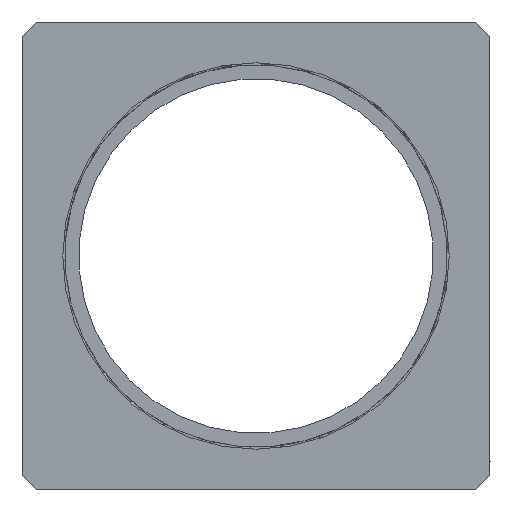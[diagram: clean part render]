
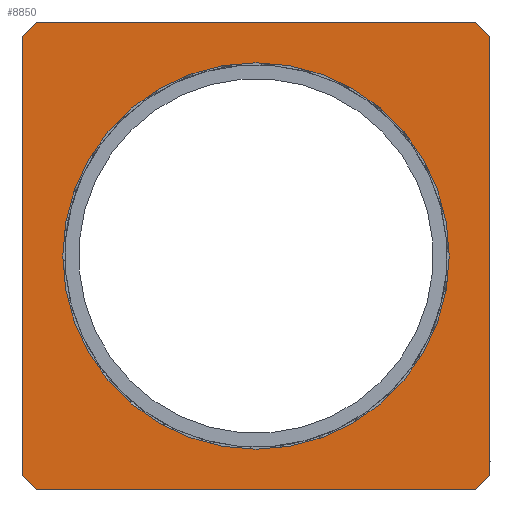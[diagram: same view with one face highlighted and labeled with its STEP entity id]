
A CAD part, front view. The second image highlights one B-rep face of the part: STEP entity #8850.
In plain terms, the highlighted planar face has unit normal (0, -1, 0).
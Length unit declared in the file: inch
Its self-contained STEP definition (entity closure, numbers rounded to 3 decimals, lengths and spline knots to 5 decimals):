
#729 = LINE ( 'NONE', #13779, #3459 ) ;
#1276 = VECTOR ( 'NONE', #3270, 39.37008 ) ;
#1300 = VERTEX_POINT ( 'NONE', #11423 ) ;
#1406 = CARTESIAN_POINT ( 'NONE',  ( 0.66, 0., 0.66 ) ) ;
#1526 = EDGE_CURVE ( 'NONE', #11996, #8242, #12517, .T. ) ;
#1760 = VERTEX_POINT ( 'NONE', #9011 ) ;
#1800 = DIRECTION ( 'NONE',  ( 0.707, 0., -0.707 ) ) ;
#2246 = VERTEX_POINT ( 'NONE', #3145 ) ;
#2323 = VECTOR ( 'NONE', #8744, 39.37008 ) ;
#2502 = DIRECTION ( 'NONE',  ( 0., -1., 0. ) ) ;
#2571 = DIRECTION ( 'NONE',  ( 0., 0., 1. ) ) ;
#2605 = CARTESIAN_POINT ( 'NONE',  ( -0.66, 0., 0.62 ) ) ;
#2683 = ORIENTED_EDGE ( 'NONE', *, *, #8452, .T. ) ;
#2745 = LINE ( 'NONE', #11070, #9247 ) ;
#2936 = CIRCLE ( 'NONE', #6053, 0.545 ) ;
#2997 = LINE ( 'NONE', #12960, #2323 ) ;
#3043 = EDGE_CURVE ( 'NONE', #6630, #2246, #2745, .T. ) ;
#3145 = CARTESIAN_POINT ( 'NONE',  ( -0.62, 0., -0.66 ) ) ;
#3177 = DIRECTION ( 'NONE',  ( -0.707, 0., -0.707 ) ) ;
#3270 = DIRECTION ( 'NONE',  ( 0., 0., 1. ) ) ;
#3459 = VECTOR ( 'NONE', #7282, 39.37008 ) ;
#3503 = ORIENTED_EDGE ( 'NONE', *, *, #9133, .T. ) ;
#3505 = ORIENTED_EDGE ( 'NONE', *, *, #10223, .T. ) ;
#3560 = LINE ( 'NONE', #12751, #11927 ) ;
#3618 = FACE_OUTER_BOUND ( 'NONE', #8152, .T. ) ;
#3680 = PLANE ( 'NONE',  #10974 ) ;
#3817 = VERTEX_POINT ( 'NONE', #7133 ) ;
#4938 = AXIS2_PLACEMENT_3D ( 'NONE', #6777, #7871, #2571 ) ;
#5441 = EDGE_CURVE ( 'NONE', #6667, #1300, #9906, .T. ) ;
#5587 = CARTESIAN_POINT ( 'NONE',  ( -0.66, 0., -0.62 ) ) ;
#5888 = DIRECTION ( 'NONE',  ( 0., 0., -1. ) ) ;
#5889 = CARTESIAN_POINT ( 'NONE',  ( 0., 0., 0. ) ) ;
#6053 = AXIS2_PLACEMENT_3D ( 'NONE', #5889, #7934, #10283 ) ;
#6185 = ORIENTED_EDGE ( 'NONE', *, *, #3043, .F. ) ;
#6630 = VERTEX_POINT ( 'NONE', #10253 ) ;
#6667 = VERTEX_POINT ( 'NONE', #7088 ) ;
#6777 = CARTESIAN_POINT ( 'NONE',  ( 0., 0., 0. ) ) ;
#6982 = CARTESIAN_POINT ( 'NONE',  ( 0., 0., 0. ) ) ;
#7049 = VECTOR ( 'NONE', #1800, 39.37008 ) ;
#7088 = CARTESIAN_POINT ( 'NONE',  ( 0.66, 0., 0.62 ) ) ;
#7133 = CARTESIAN_POINT ( 'NONE',  ( 0., 0., 0.545 ) ) ;
#7226 = CARTESIAN_POINT ( 'NONE',  ( -0.62, 0., -0.66 ) ) ;
#7278 = EDGE_LOOP ( 'NONE', ( #11648, #12541 ) ) ;
#7282 = DIRECTION ( 'NONE',  ( 0.707, 0., 0.707 ) ) ;
#7292 = ORIENTED_EDGE ( 'NONE', *, *, #10946, .T. ) ;
#7427 = CARTESIAN_POINT ( 'NONE',  ( 0., 0., -0.545 ) ) ;
#7518 = CARTESIAN_POINT ( 'NONE',  ( -0.66, 0., 0.62 ) ) ;
#7871 = DIRECTION ( 'NONE',  ( 0., 1., 0. ) ) ;
#7934 = DIRECTION ( 'NONE',  ( 0., 1., 0. ) ) ;
#8124 = DIRECTION ( 'NONE',  ( 0., 0., -1. ) ) ;
#8152 = EDGE_LOOP ( 'NONE', ( #3505, #10665, #2683, #6185, #3503, #10552, #7292, #9338 ) ) ;
#8242 = VERTEX_POINT ( 'NONE', #2605 ) ;
#8452 = EDGE_CURVE ( 'NONE', #11996, #2246, #11649, .T. ) ;
#8744 = DIRECTION ( 'NONE',  ( -0.707, 0., 0.707 ) ) ;
#8850 = ADVANCED_FACE ( 'NONE', ( #3618, #12151 ), #3680, .T. ) ;
#8901 = EDGE_CURVE ( 'NONE', #3817, #9321, #2936, .T. ) ;
#9011 = CARTESIAN_POINT ( 'NONE',  ( 0.62, 0., 0.66 ) ) ;
#9133 = EDGE_CURVE ( 'NONE', #6630, #1300, #729, .T. ) ;
#9247 = VECTOR ( 'NONE', #10975, 39.37008 ) ;
#9321 = VERTEX_POINT ( 'NONE', #7427 ) ;
#9338 = ORIENTED_EDGE ( 'NONE', *, *, #13679, .F. ) ;
#9776 = CARTESIAN_POINT ( 'NONE',  ( -0.66, 0., 0.66 ) ) ;
#9906 = LINE ( 'NONE', #1406, #13614 ) ;
#10223 = EDGE_CURVE ( 'NONE', #12475, #8242, #10618, .T. ) ;
#10231 = CARTESIAN_POINT ( 'NONE',  ( -0.62, 0., 0.66 ) ) ;
#10253 = CARTESIAN_POINT ( 'NONE',  ( 0.62, 0., -0.66 ) ) ;
#10283 = DIRECTION ( 'NONE',  ( 0., 0., 1. ) ) ;
#10552 = ORIENTED_EDGE ( 'NONE', *, *, #5441, .F. ) ;
#10618 = LINE ( 'NONE', #7518, #11457 ) ;
#10665 = ORIENTED_EDGE ( 'NONE', *, *, #1526, .F. ) ;
#10946 = EDGE_CURVE ( 'NONE', #6667, #1760, #2997, .T. ) ;
#10974 = AXIS2_PLACEMENT_3D ( 'NONE', #6982, #2502, #8124 ) ;
#10975 = DIRECTION ( 'NONE',  ( -1., 0., 0. ) ) ;
#11070 = CARTESIAN_POINT ( 'NONE',  ( -0.66, 0., -0.66 ) ) ;
#11423 = CARTESIAN_POINT ( 'NONE',  ( 0.66, 0., -0.62 ) ) ;
#11457 = VECTOR ( 'NONE', #3177, 39.37008 ) ;
#11648 = ORIENTED_EDGE ( 'NONE', *, *, #8901, .T. ) ;
#11649 = LINE ( 'NONE', #7226, #7049 ) ;
#11927 = VECTOR ( 'NONE', #12657, 39.37008 ) ;
#11996 = VERTEX_POINT ( 'NONE', #5587 ) ;
#12151 = FACE_BOUND ( 'NONE', #7278, .T. ) ;
#12261 = CIRCLE ( 'NONE', #4938, 0.545 ) ;
#12475 = VERTEX_POINT ( 'NONE', #10231 ) ;
#12517 = LINE ( 'NONE', #9776, #1276 ) ;
#12541 = ORIENTED_EDGE ( 'NONE', *, *, #13530, .T. ) ;
#12657 = DIRECTION ( 'NONE',  ( 1., 0., 0. ) ) ;
#12751 = CARTESIAN_POINT ( 'NONE',  ( -0.66, 0., 0.66 ) ) ;
#12960 = CARTESIAN_POINT ( 'NONE',  ( 0.62, 0., 0.66 ) ) ;
#13530 = EDGE_CURVE ( 'NONE', #9321, #3817, #12261, .T. ) ;
#13614 = VECTOR ( 'NONE', #5888, 39.37008 ) ;
#13679 = EDGE_CURVE ( 'NONE', #12475, #1760, #3560, .T. ) ;
#13779 = CARTESIAN_POINT ( 'NONE',  ( 0.66, 0., -0.62 ) ) ;
